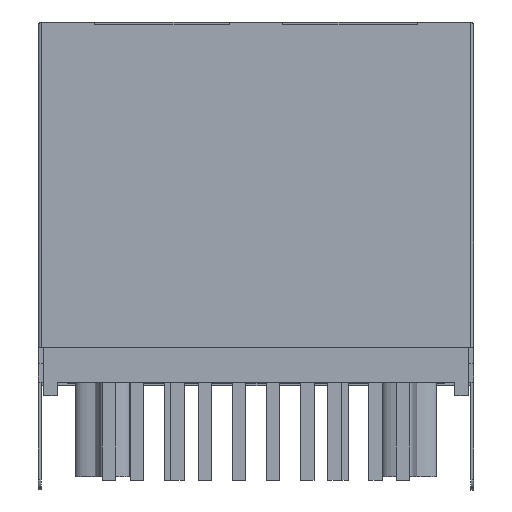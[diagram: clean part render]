
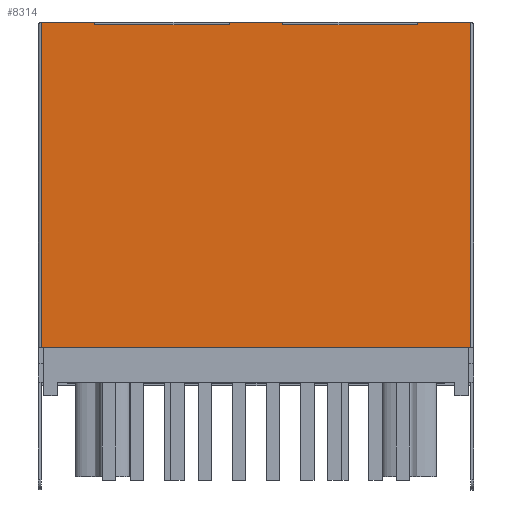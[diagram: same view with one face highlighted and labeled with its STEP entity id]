
A CAD part, top view. The second image highlights one B-rep face of the part: STEP entity #8314.
In plain terms, the highlighted planar face has unit normal (0, 0, 1).
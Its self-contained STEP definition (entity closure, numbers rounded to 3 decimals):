
#127 = CARTESIAN_POINT ( 'NONE',  ( -1., 10.6, 25.2 ) ) ;
#394 = LINE ( 'NONE', #16285, #11305 ) ;
#479 = EDGE_CURVE ( 'NONE', #18763, #10002, #7629, .T. ) ;
#547 = VECTOR ( 'NONE', #3865, 1000. ) ;
#599 = EDGE_CURVE ( 'NONE', #18763, #12630, #10161, .T. ) ;
#690 = ORIENTED_EDGE ( 'NONE', *, *, #5607, .F. ) ;
#744 = VERTEX_POINT ( 'NONE', #10902 ) ;
#1213 = CARTESIAN_POINT ( 'NONE',  ( -8.21, -1.5, 25.2 ) ) ;
#1568 = VECTOR ( 'NONE', #4422, 1000. ) ;
#1718 = CARTESIAN_POINT ( 'NONE',  ( -8.1, 10.6, 25.2 ) ) ;
#2129 = VECTOR ( 'NONE', #12943, 1000. ) ;
#2174 = DIRECTION ( 'NONE',  ( 0., -1., 0. ) ) ;
#2179 = ORIENTED_EDGE ( 'NONE', *, *, #5676, .T. ) ;
#2542 = CARTESIAN_POINT ( 'NONE',  ( 6., 10.5, 25.2 ) ) ;
#2757 = VECTOR ( 'NONE', #7671, 1000. ) ;
#2823 = EDGE_CURVE ( 'NONE', #7179, #10977, #394, .T. ) ;
#2841 = VERTEX_POINT ( 'NONE', #14838 ) ;
#2918 = CARTESIAN_POINT ( 'NONE',  ( -8.1, 10.6, 25.2 ) ) ;
#3239 = DIRECTION ( 'NONE',  ( -1., 0., 0. ) ) ;
#3284 = CARTESIAN_POINT ( 'NONE',  ( 1., 10.5, 25.2 ) ) ;
#3581 = EDGE_CURVE ( 'NONE', #17166, #7478, #4286, .T. ) ;
#3695 = LINE ( 'NONE', #15061, #2757 ) ;
#3865 = DIRECTION ( 'NONE',  ( 1., 0., 0. ) ) ;
#3960 = EDGE_CURVE ( 'NONE', #2841, #744, #5519, .T. ) ;
#4286 = LINE ( 'NONE', #1213, #16590 ) ;
#4422 = DIRECTION ( 'NONE',  ( 1., 0., 0. ) ) ;
#4641 = VECTOR ( 'NONE', #11464, 1000. ) ;
#5132 = ORIENTED_EDGE ( 'NONE', *, *, #479, .T. ) ;
#5356 = EDGE_LOOP ( 'NONE', ( #13689, #18021, #15570, #16331, #18210, #5132, #9309, #690, #10083, #18117, #16919, #2179 ) ) ;
#5519 = LINE ( 'NONE', #2918, #1568 ) ;
#5607 = EDGE_CURVE ( 'NONE', #11437, #9772, #13468, .T. ) ;
#5676 = EDGE_CURVE ( 'NONE', #6254, #17166, #11619, .T. ) ;
#5880 = DIRECTION ( 'NONE',  ( 0., 1., 0. ) ) ;
#6060 = VECTOR ( 'NONE', #6464, 1000. ) ;
#6181 = CARTESIAN_POINT ( 'NONE',  ( -6., 10.6, 25.2 ) ) ;
#6254 = VERTEX_POINT ( 'NONE', #8673 ) ;
#6464 = DIRECTION ( 'NONE',  ( 0., 1., 0. ) ) ;
#6543 = CARTESIAN_POINT ( 'NONE',  ( -8., -1.5, 25.2 ) ) ;
#6584 = CARTESIAN_POINT ( 'NONE',  ( 1., 10.6, 25.2 ) ) ;
#7179 = VERTEX_POINT ( 'NONE', #18044 ) ;
#7203 = VECTOR ( 'NONE', #2174, 1000. ) ;
#7305 = AXIS2_PLACEMENT_3D ( 'NONE', #1718, #12130, #3239 ) ;
#7478 = VERTEX_POINT ( 'NONE', #11255 ) ;
#7486 = EDGE_CURVE ( 'NONE', #7179, #11437, #16336, .T. ) ;
#7629 = LINE ( 'NONE', #6584, #10659 ) ;
#7671 = DIRECTION ( 'NONE',  ( 0., 1., 0. ) ) ;
#8064 = DIRECTION ( 'NONE',  ( 0., 1., 0. ) ) ;
#8314 = ADVANCED_FACE ( 'NONE', ( #13275 ), #15024, .F. ) ;
#8424 = DIRECTION ( 'NONE',  ( 0., 1., 0. ) ) ;
#8673 = CARTESIAN_POINT ( 'NONE',  ( -8., 10.6, 25.2 ) ) ;
#8868 = EDGE_CURVE ( 'NONE', #12630, #2841, #11142, .T. ) ;
#9309 = ORIENTED_EDGE ( 'NONE', *, *, #16190, .F. ) ;
#9437 = CARTESIAN_POINT ( 'NONE',  ( -1., 11., 25.2 ) ) ;
#9696 = CARTESIAN_POINT ( 'NONE',  ( 1., 10.6, 25.2 ) ) ;
#9772 = VERTEX_POINT ( 'NONE', #127 ) ;
#9895 = CARTESIAN_POINT ( 'NONE',  ( 6., 11., 25.2 ) ) ;
#10002 = VERTEX_POINT ( 'NONE', #9696 ) ;
#10083 = ORIENTED_EDGE ( 'NONE', *, *, #7486, .F. ) ;
#10104 = EDGE_CURVE ( 'NONE', #6254, #10977, #12982, .T. ) ;
#10161 = LINE ( 'NONE', #14561, #18032 ) ;
#10659 = VECTOR ( 'NONE', #8064, 1000. ) ;
#10902 = CARTESIAN_POINT ( 'NONE',  ( 8., 10.6, 25.2 ) ) ;
#10972 = EDGE_CURVE ( 'NONE', #7478, #744, #3695, .T. ) ;
#10977 = VERTEX_POINT ( 'NONE', #6181 ) ;
#11142 = LINE ( 'NONE', #9895, #14609 ) ;
#11255 = CARTESIAN_POINT ( 'NONE',  ( 8., -1.5, 25.2 ) ) ;
#11305 = VECTOR ( 'NONE', #5880, 1000. ) ;
#11437 = VERTEX_POINT ( 'NONE', #16748 ) ;
#11457 = CARTESIAN_POINT ( 'NONE',  ( -8.1, 10.6, 25.2 ) ) ;
#11464 = DIRECTION ( 'NONE',  ( 1., 0., 0. ) ) ;
#11619 = LINE ( 'NONE', #6543, #7203 ) ;
#12130 = DIRECTION ( 'NONE',  ( 0., 0., -1. ) ) ;
#12630 = VERTEX_POINT ( 'NONE', #2542 ) ;
#12943 = DIRECTION ( 'NONE',  ( 1., 0., 0. ) ) ;
#12982 = LINE ( 'NONE', #18850, #4641 ) ;
#13080 = DIRECTION ( 'NONE',  ( 1., 0., 0. ) ) ;
#13275 = FACE_OUTER_BOUND ( 'NONE', #5356, .T. ) ;
#13468 = LINE ( 'NONE', #9437, #6060 ) ;
#13689 = ORIENTED_EDGE ( 'NONE', *, *, #3581, .T. ) ;
#14290 = CARTESIAN_POINT ( 'NONE',  ( -1., 10.5, 25.2 ) ) ;
#14561 = CARTESIAN_POINT ( 'NONE',  ( 1., 10.5, 25.2 ) ) ;
#14609 = VECTOR ( 'NONE', #8424, 1000. ) ;
#14838 = CARTESIAN_POINT ( 'NONE',  ( 6., 10.6, 25.2 ) ) ;
#15024 = PLANE ( 'NONE',  #7305 ) ;
#15061 = CARTESIAN_POINT ( 'NONE',  ( 8., 10.5, 25.2 ) ) ;
#15570 = ORIENTED_EDGE ( 'NONE', *, *, #3960, .F. ) ;
#15931 = CARTESIAN_POINT ( 'NONE',  ( -8., -1.5, 25.2 ) ) ;
#16190 = EDGE_CURVE ( 'NONE', #9772, #10002, #17916, .T. ) ;
#16285 = CARTESIAN_POINT ( 'NONE',  ( -6., 10.6, 25.2 ) ) ;
#16331 = ORIENTED_EDGE ( 'NONE', *, *, #8868, .F. ) ;
#16336 = LINE ( 'NONE', #14290, #547 ) ;
#16590 = VECTOR ( 'NONE', #13080, 1000. ) ;
#16748 = CARTESIAN_POINT ( 'NONE',  ( -1., 10.5, 25.2 ) ) ;
#16919 = ORIENTED_EDGE ( 'NONE', *, *, #10104, .F. ) ;
#17166 = VERTEX_POINT ( 'NONE', #15931 ) ;
#17526 = DIRECTION ( 'NONE',  ( 1., 0., 0. ) ) ;
#17916 = LINE ( 'NONE', #11457, #2129 ) ;
#18021 = ORIENTED_EDGE ( 'NONE', *, *, #10972, .T. ) ;
#18032 = VECTOR ( 'NONE', #17526, 1000. ) ;
#18044 = CARTESIAN_POINT ( 'NONE',  ( -6., 10.5, 25.2 ) ) ;
#18117 = ORIENTED_EDGE ( 'NONE', *, *, #2823, .T. ) ;
#18210 = ORIENTED_EDGE ( 'NONE', *, *, #599, .F. ) ;
#18763 = VERTEX_POINT ( 'NONE', #3284 ) ;
#18850 = CARTESIAN_POINT ( 'NONE',  ( -8.1, 10.6, 25.2 ) ) ;
